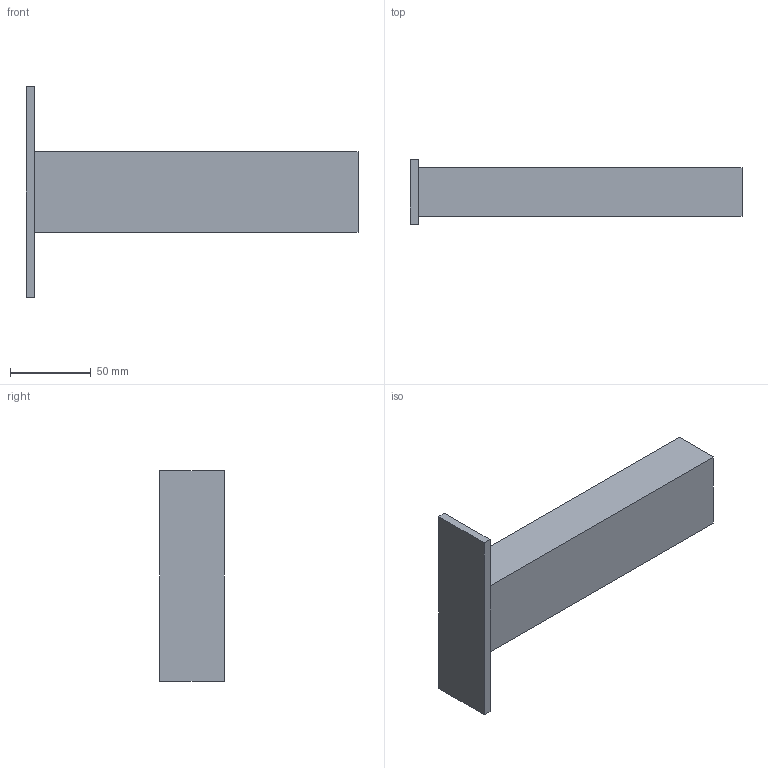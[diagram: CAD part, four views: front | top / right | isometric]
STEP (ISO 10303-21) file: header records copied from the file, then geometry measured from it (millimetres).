
FILE_DESCRIPTION (( 'STEP AP214' ), '1' );
FILE_NAME ('7265690.STEP', '2025-02-11T09:37:40', ( '' ), ( '' ), 'SwSTEP 2.0', 'SolidWorks 2024', '' );
FILE_SCHEMA (( 'AUTOMOTIVE_DESIGN' ));
Length unit declared in the file: millimetre
Products named in the file (3): KTS 01.026-001_US 3 (L=0200); KTS 02.020-052_Kopfplatte 40x5x130; 7265690
Assembly tree (2 placements, depth 2):
  7265690
    KTS 01.026-001_US 3 (L=0200)
    KTS 02.020-052_Kopfplatte 40x5x130
Bounding box: 205 x 40 x 130 mm (x, y, z)
Volume: 68400 mm3; surface area: 55724 mm2
Topology: 2 solids, 2 shells, 24 faces, 60 edges, 40 vertices
Faces by surface type: plane 24
Entity records: 792 total; most frequent: CARTESIAN_POINT 129, ORIENTED_EDGE 120, DIRECTION 118, EDGE_CURVE 60, LINE 60, VECTOR 60, VERTEX_POINT 40, AXIS2_PLACEMENT_3D 29
